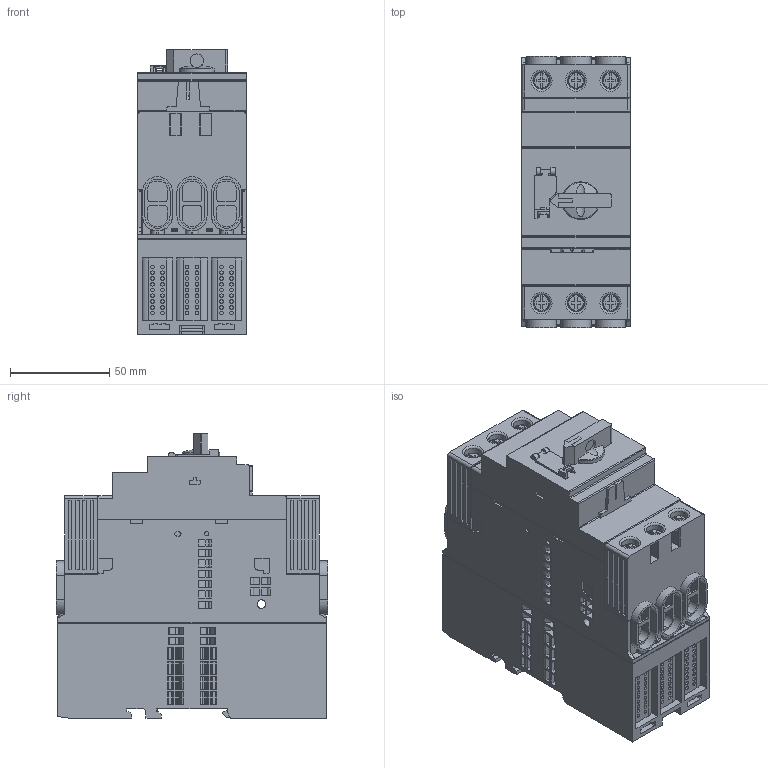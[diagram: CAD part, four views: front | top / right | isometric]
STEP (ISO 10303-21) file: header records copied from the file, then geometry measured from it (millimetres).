
FILE_DESCRIPTION(/* description */ ('STEP AP214'),/* implementation_level */ '2;1');
FILE_NAME(/* name */ '140MT-F9E-C45',/* time_stamp */ '2025-04-18T22:31:43+02:00',/* author */ ('License CC BY-ND 4.0'),/* organization */ ('CADENAS'),/* preprocessor_version */ 'ST-DEVELOPER v19.3',/* originating_system */ 'PARTsolutions',/* authorisation */ ' ');
FILE_SCHEMA (('AUTOMOTIVE_DESIGN {1 0 10303 214 3 1 1}'));
Products named in the file (2): 140MT-F9E-C45; 140MT-F9E-C45_frame
Assembly tree (1 placements, depth 2):
  140MT-F9E-C45
    140MT-F9E-C45_frame
Bounding box: 54.6 x 136.89 x 143.42 mm (x, y, z)
Volume: 820376.8 mm3; surface area: 107113.9 mm2
Topology: 1 solids, 4 shells, 2060 faces, 5380 edges, 3573 vertices
Faces by surface type: plane 1317, cylinder 713, torus 26, sphere 2, cone 1, bspline 1
Full cylindrical faces by diameter (mm): 1.5 x1, 1.84 x108, 2.19 x2, 3.1 x2, 4.3 x1, 5.98 x2, 6.81 x2, 8.288 x6, 8.7 x6, 19 x1
Entity records: 77066 total; most frequent: CARTESIAN_POINT 11049, DIRECTION 10796, ORIENTED_EDGE 10438, EDGE_CURVE 5219, LINE 3664, VECTOR 3664, AXIS2_PLACEMENT_3D 3566, VERTEX_POINT 3559
